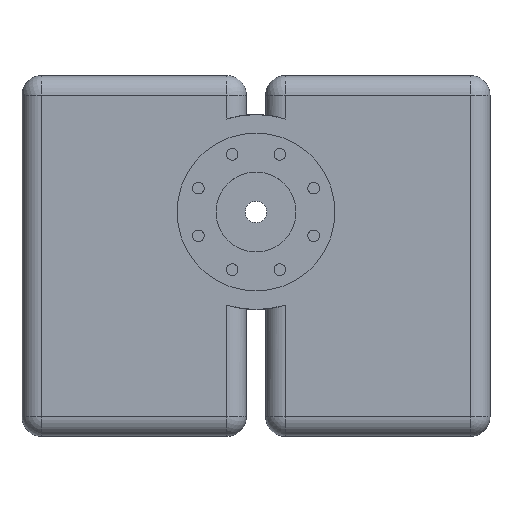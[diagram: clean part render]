
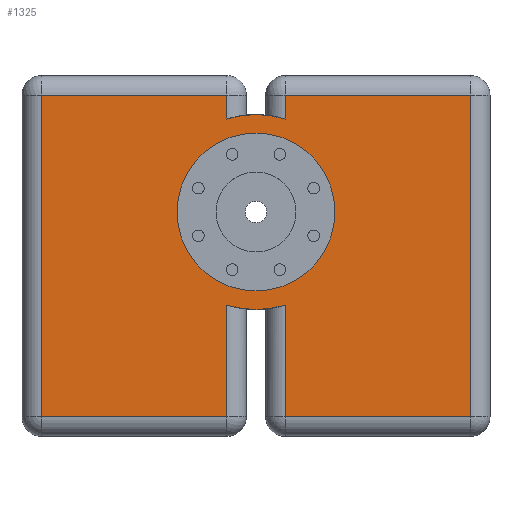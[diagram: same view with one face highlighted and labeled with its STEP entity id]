
A CAD part, top view. The second image highlights one B-rep face of the part: STEP entity #1325.
In plain terms, the highlighted planar face has unit normal (0, 0, 1).
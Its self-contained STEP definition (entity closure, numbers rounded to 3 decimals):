
#42=FACE_BOUND('',#230,.T.);
#59=PLANE('',#1475);
#127=FACE_OUTER_BOUND('',#229,.T.);
#229=EDGE_LOOP('',(#1063,#1064,#1065,#1066,#1067,#1068,#1069,#1070,#1071,
#1072,#1073,#1074));
#230=EDGE_LOOP('',(#1075));
#284=CIRCLE('',#1385,10.);
#308=CIRCLE('',#1430,8.1);
#334=CIRCLE('',#1476,10.);
#404=LINE('',#2255,#495);
#408=LINE('',#2282,#499);
#414=LINE('',#2313,#505);
#418=LINE('',#2326,#509);
#421=LINE('',#2330,#512);
#424=LINE('',#2339,#515);
#425=LINE('',#2341,#516);
#426=LINE('',#2343,#517);
#427=LINE('',#2345,#518);
#428=LINE('',#2346,#519);
#495=VECTOR('',#1746,10.);
#499=VECTOR('',#1768,10.);
#505=VECTOR('',#1796,10.);
#509=VECTOR('',#1812,10.);
#512=VECTOR('',#1817,10.);
#515=VECTOR('',#1828,10.);
#516=VECTOR('',#1829,10.);
#517=VECTOR('',#1830,10.);
#518=VECTOR('',#1831,10.);
#519=VECTOR('',#1832,10.);
#571=VERTEX_POINT('',#2085);
#572=VERTEX_POINT('',#2096);
#601=VERTEX_POINT('',#2196);
#608=VERTEX_POINT('',#2234);
#611=VERTEX_POINT('',#2244);
#615=VERTEX_POINT('',#2273);
#620=VERTEX_POINT('',#2304);
#623=VERTEX_POINT('',#2317);
#625=VERTEX_POINT('',#2336);
#626=VERTEX_POINT('',#2338);
#627=VERTEX_POINT('',#2340);
#628=VERTEX_POINT('',#2342);
#629=VERTEX_POINT('',#2344);
#692=EDGE_CURVE('',#572,#571,#284,.T.);
#733=EDGE_CURVE('',#601,#601,#308,.T.);
#749=EDGE_CURVE('',#611,#608,#404,.T.);
#759=EDGE_CURVE('',#608,#615,#408,.T.);
#771=EDGE_CURVE('',#615,#620,#414,.T.);
#778=EDGE_CURVE('',#620,#623,#418,.T.);
#781=EDGE_CURVE('',#623,#571,#421,.T.);
#784=EDGE_CURVE('',#611,#625,#334,.T.);
#785=EDGE_CURVE('',#626,#625,#424,.T.);
#786=EDGE_CURVE('',#627,#626,#425,.T.);
#787=EDGE_CURVE('',#628,#627,#426,.T.);
#788=EDGE_CURVE('',#629,#628,#427,.T.);
#789=EDGE_CURVE('',#572,#629,#428,.T.);
#1063=ORIENTED_EDGE('',*,*,#692,.T.);
#1064=ORIENTED_EDGE('',*,*,#781,.F.);
#1065=ORIENTED_EDGE('',*,*,#778,.F.);
#1066=ORIENTED_EDGE('',*,*,#771,.F.);
#1067=ORIENTED_EDGE('',*,*,#759,.F.);
#1068=ORIENTED_EDGE('',*,*,#749,.F.);
#1069=ORIENTED_EDGE('',*,*,#784,.T.);
#1070=ORIENTED_EDGE('',*,*,#785,.F.);
#1071=ORIENTED_EDGE('',*,*,#786,.F.);
#1072=ORIENTED_EDGE('',*,*,#787,.F.);
#1073=ORIENTED_EDGE('',*,*,#788,.F.);
#1074=ORIENTED_EDGE('',*,*,#789,.F.);
#1075=ORIENTED_EDGE('',*,*,#733,.T.);
#1325=ADVANCED_FACE('',(#127,#42),#59,.T.);
#1385=AXIS2_PLACEMENT_3D('',#2097,#1604,#1605);
#1430=AXIS2_PLACEMENT_3D('',#2197,#1710,#1711);
#1475=AXIS2_PLACEMENT_3D('',#2335,#1824,#1825);
#1476=AXIS2_PLACEMENT_3D('',#2337,#1826,#1827);
#1604=DIRECTION('center_axis',(0.,0.,1.));
#1605=DIRECTION('ref_axis',(1.,0.,0.));
#1710=DIRECTION('center_axis',(0.,0.,-1.));
#1711=DIRECTION('ref_axis',(-1.,0.,0.));
#1746=DIRECTION('',(0.,-1.,0.));
#1768=DIRECTION('',(-1.,0.,0.));
#1796=DIRECTION('',(0.,1.,0.));
#1812=DIRECTION('',(1.,0.,0.));
#1817=DIRECTION('',(0.,-1.,0.));
#1824=DIRECTION('center_axis',(0.,0.,1.));
#1825=DIRECTION('ref_axis',(1.,0.,0.));
#1826=DIRECTION('center_axis',(0.,0.,1.));
#1827=DIRECTION('ref_axis',(1.,0.,0.));
#1828=DIRECTION('',(0.,1.,0.));
#1829=DIRECTION('',(-1.,0.,0.));
#1830=DIRECTION('',(0.,-1.,0.));
#1831=DIRECTION('',(1.,0.,0.));
#1832=DIRECTION('',(0.,1.,0.));
#2085=CARTESIAN_POINT('',(-3.,9.539,8.2));
#2096=CARTESIAN_POINT('',(3.,9.539,8.2));
#2097=CARTESIAN_POINT('Origin',(0.,0.,8.2));
#2196=CARTESIAN_POINT('',(8.1,0.006,8.2));
#2197=CARTESIAN_POINT('Origin',(0.,0.006,
8.2));
#2234=CARTESIAN_POINT('',(-3.,-21.,8.2));
#2244=CARTESIAN_POINT('',(-3.,-9.539,8.2));
#2255=CARTESIAN_POINT('',(-3.,-13.75,8.2));
#2273=CARTESIAN_POINT('',(-22.,-21.,8.2));
#2282=CARTESIAN_POINT('',(-12.,-21.,8.2));
#2304=CARTESIAN_POINT('',(-22.,12.,8.2));
#2313=CARTESIAN_POINT('',(-22.,4.75,8.2));
#2317=CARTESIAN_POINT('',(-3.,12.,8.2));
#2326=CARTESIAN_POINT('',(-0.5,12.,8.2));
#2330=CARTESIAN_POINT('',(-3.,2.725,8.2));
#2335=CARTESIAN_POINT('Origin',(0.,-4.5,8.2));
#2336=CARTESIAN_POINT('',(3.,-9.539,8.2));
#2337=CARTESIAN_POINT('Origin',(0.,0.,8.2));
#2338=CARTESIAN_POINT('',(3.,-21.,8.2));
#2339=CARTESIAN_POINT('',(3.,-7.225,8.2));
#2340=CARTESIAN_POINT('',(22.,-21.,8.2));
#2341=CARTESIAN_POINT('',(0.5,-21.,8.2));
#2342=CARTESIAN_POINT('',(22.,12.,8.2));
#2343=CARTESIAN_POINT('',(22.,-13.75,8.2));
#2344=CARTESIAN_POINT('',(3.,12.,8.2));
#2345=CARTESIAN_POINT('',(12.,12.,8.2));
#2346=CARTESIAN_POINT('',(3.,4.75,8.2));
